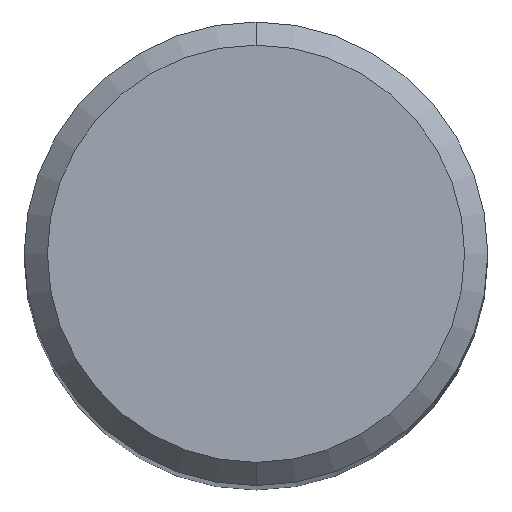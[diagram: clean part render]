
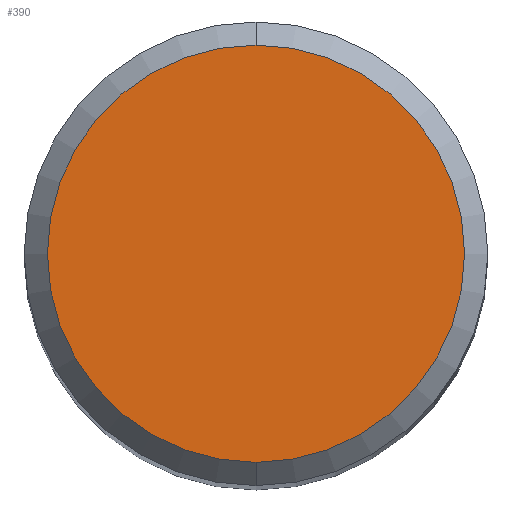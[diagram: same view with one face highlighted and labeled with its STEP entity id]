
A CAD part, top view. The second image highlights one B-rep face of the part: STEP entity #390.
In plain terms, the highlighted planar face has unit normal (0, 0, 1).
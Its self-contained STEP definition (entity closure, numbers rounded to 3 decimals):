
#278=EDGE_CURVE('',#342,#446,#590,.T.);
#342=VERTEX_POINT('',#662);
#390=ADVANCED_FACE('',(#714),#715,.T.);
#440=EDGE_CURVE('',#446,#342,#769,.T.);
#446=VERTEX_POINT('',#776);
#590=CIRCLE('',#1052,4.5);
#662=CARTESIAN_POINT('',(0.,-4.5,0.0));
#714=FACE_OUTER_BOUND('',#1322,.T.);
#715=PLANE('',#1323);
#769=CIRCLE('',#1432,4.5);
#776=CARTESIAN_POINT('',(0.0,4.5,0.0));
#1052=AXIS2_PLACEMENT_3D('',#1569,#1570,#1571);
#1322=EDGE_LOOP('',(#1718,#1719));
#1323=AXIS2_PLACEMENT_3D('',#1720,#1721,#1722);
#1432=AXIS2_PLACEMENT_3D('',#1779,#1780,#1781);
#1569=CARTESIAN_POINT('',(0.0,0.0,0.0));
#1570=DIRECTION('',(0.0,0.0,-1.0));
#1571=DIRECTION('',(0.0,1.0,0.0));
#1718=ORIENTED_EDGE('',*,*,#440,.F.);
#1719=ORIENTED_EDGE('',*,*,#278,.F.);
#1720=CARTESIAN_POINT('',(0.0,2.25,0.0));
#1721=DIRECTION('',(-0.0,0.0,1.0));
#1722=DIRECTION('',(0.0,-1.0,0.0));
#1779=CARTESIAN_POINT('',(0.0,0.0,0.0));
#1780=DIRECTION('',(0.0,0.0,-1.0));
#1781=DIRECTION('',(0.0,1.0,0.0));
